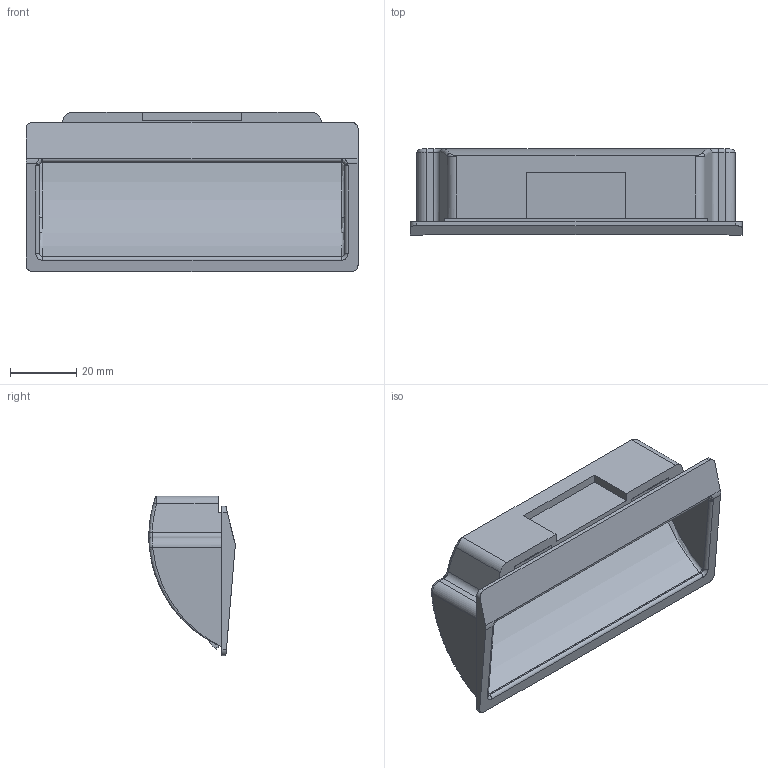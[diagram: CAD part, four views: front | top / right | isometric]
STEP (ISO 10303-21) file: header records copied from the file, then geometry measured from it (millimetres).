
FILE_DESCRIPTION (( 'STEP AP214' ), '1' );
FILE_NAME ('THA_241_1W.STEP', '2016-04-27T07:06:04', ( '' ), ( '' ), 'SwSTEP 2.0', 'SolidWorks 2015', '' );
FILE_SCHEMA (( 'AUTOMOTIVE_DESIGN' ));
Length unit declared in the file: millimetre
Products named in the file (2): pull; THA_241_1W
Assembly tree (1 placements, depth 2):
  THA_241_1W
    pull
Bounding box: 100 x 26 x 48 mm (x, y, z)
Volume: 24467.4 mm3; surface area: 19853.1 mm2
Topology: 1 solids, 1 shells, 117 faces, 318 edges, 200 vertices
Faces by surface type: plane 64, cylinder 33, bspline 18, torus 2
Entity records: 4321 total; most frequent: CARTESIAN_POINT 1500, ORIENTED_EDGE 628, DIRECTION 524, EDGE_CURVE 314, VERTEX_POINT 200, VECTOR 190, LINE 190, AXIS2_PLACEMENT_3D 167
